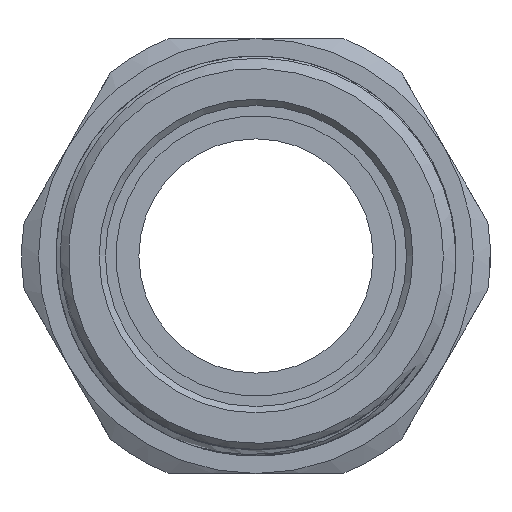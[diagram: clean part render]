
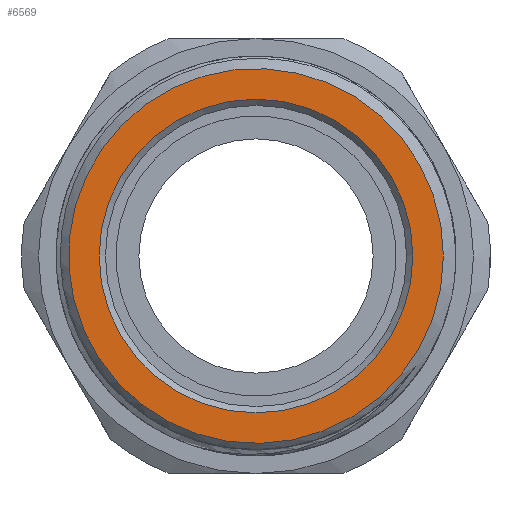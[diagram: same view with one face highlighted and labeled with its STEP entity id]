
A CAD part, front view. The second image highlights one B-rep face of the part: STEP entity #6569.
In plain terms, the highlighted planar face has unit normal (0, -1, 0).
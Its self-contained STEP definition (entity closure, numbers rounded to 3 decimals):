
#280 = CARTESIAN_POINT ( 'NONE',  ( 0., 0., 0. ) ) ;
#309 = PLANE ( 'NONE',  #4061 ) ;
#556 = CARTESIAN_POINT ( 'NONE',  ( 0., 0., 0. ) ) ;
#900 = ORIENTED_EDGE ( 'NONE', *, *, #1271, .T. ) ;
#1271 = EDGE_CURVE ( 'NONE', #9609, #9609, #5542, .T. ) ;
#1737 = AXIS2_PLACEMENT_3D ( 'NONE', #556, #9123, #10756 ) ;
#2744 = FACE_BOUND ( 'NONE', #10341, .T. ) ;
#3155 = CARTESIAN_POINT ( 'NONE',  ( 22.4, 0., 0. ) ) ;
#3193 = CARTESIAN_POINT ( 'NONE',  ( 0., 0., 18.75 ) ) ;
#3687 = DIRECTION ( 'NONE',  ( 0., 0., 1. ) ) ;
#4061 = AXIS2_PLACEMENT_3D ( 'NONE', #8688, #9691, #5352 ) ;
#4582 = FACE_OUTER_BOUND ( 'NONE', #4972, .T. ) ;
#4729 = EDGE_CURVE ( 'NONE', #5631, #5631, #7921, .T. ) ;
#4972 = EDGE_LOOP ( 'NONE', ( #900 ) ) ;
#5056 = AXIS2_PLACEMENT_3D ( 'NONE', #280, #9581, #3687 ) ;
#5352 = DIRECTION ( 'NONE',  ( 0., 0., 1. ) ) ;
#5542 = CIRCLE ( 'NONE', #1737, 22.4 ) ;
#5631 = VERTEX_POINT ( 'NONE', #3193 ) ;
#6569 = ADVANCED_FACE ( 'NONE', ( #2744, #4582 ), #309, .F. ) ;
#7921 = CIRCLE ( 'NONE', #5056, 18.75 ) ;
#8688 = CARTESIAN_POINT ( 'NONE',  ( -18., 0., 0. ) ) ;
#9123 = DIRECTION ( 'NONE',  ( 0., -1., 0. ) ) ;
#9581 = DIRECTION ( 'NONE',  ( 0., 1., 0. ) ) ;
#9609 = VERTEX_POINT ( 'NONE', #3155 ) ;
#9691 = DIRECTION ( 'NONE',  ( 0., 1., 0. ) ) ;
#10341 = EDGE_LOOP ( 'NONE', ( #10934 ) ) ;
#10756 = DIRECTION ( 'NONE',  ( 1., 0., 0. ) ) ;
#10934 = ORIENTED_EDGE ( 'NONE', *, *, #4729, .T. ) ;
